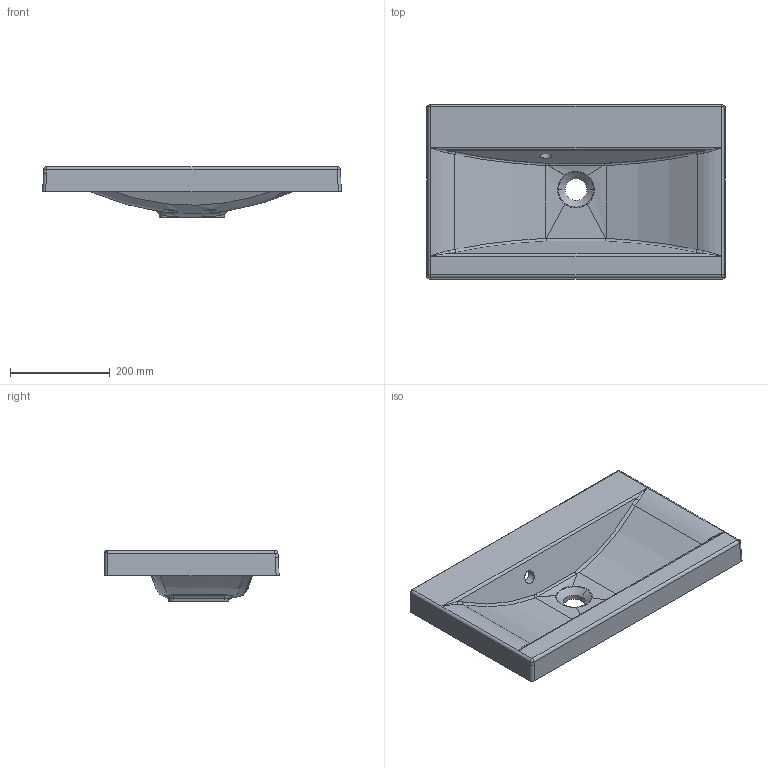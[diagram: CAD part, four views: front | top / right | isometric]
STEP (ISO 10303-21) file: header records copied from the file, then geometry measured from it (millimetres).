
FILE_DESCRIPTION (( 'STEP AP203' ), '1' );
FILE_NAME ('6229380610.step', '2020-12-18T12:36:40', ( 'admin' ), ( '' ), 'SwSTEP 2.0', 'SolidWorks 2019', '' );
FILE_SCHEMA (( 'CONFIG_CONTROL_DESIGN' ));
Length unit declared in the file: millimetre
Products named in the file (1): 6229380610
Bounding box: 600 x 350 x 102 mm (x, y, z)
Volume: 4772811 mm3; surface area: 643880.7 mm2
Topology: 1 solids, 1 shells, 118 faces, 288 edges, 173 vertices
Faces by surface type: bspline 44, cylinder 42, plane 23, sphere 7, cone 2
Entity records: 6141 total; most frequent: CARTESIAN_POINT 3750, ORIENTED_EDGE 572, DIRECTION 371, EDGE_CURVE 286, VERTEX_POINT 173, AXIS2_PLACEMENT_3D 141, EDGE_LOOP 125, ADVANCED_FACE 118
